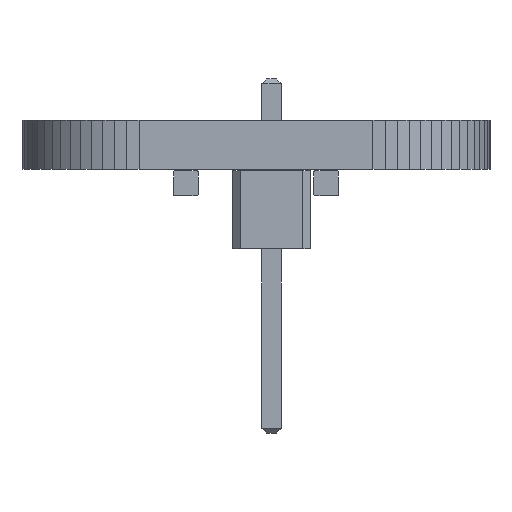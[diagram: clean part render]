
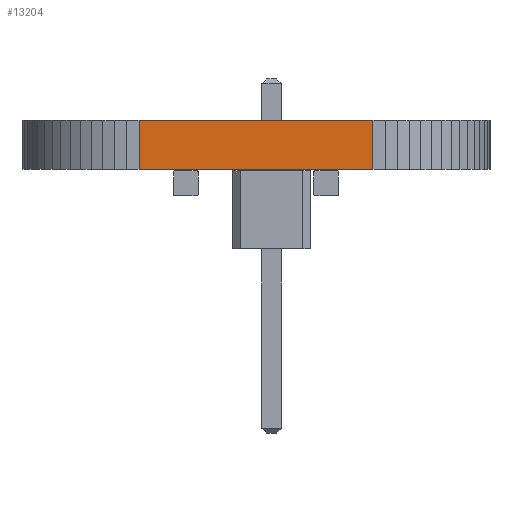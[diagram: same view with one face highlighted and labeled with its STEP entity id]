
A CAD part, left-side view. The second image highlights one B-rep face of the part: STEP entity #13204.
In plain terms, the highlighted planar face has unit normal (-1, 0, 0).
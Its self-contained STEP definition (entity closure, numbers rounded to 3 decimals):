
#6988 = PLANE('',#6989);
#6989 = AXIS2_PLACEMENT_3D('',#6990,#6991,#6992);
#6990 = CARTESIAN_POINT('',(68.326,-26.924,1.6));
#6991 = DIRECTION('',(-0.,-0.,-1.));
#6992 = DIRECTION('',(-1.,0.,0.));
#7042 = PLANE('',#7043);
#7043 = AXIS2_PLACEMENT_3D('',#7044,#7045,#7046);
#7044 = CARTESIAN_POINT('',(68.326,-26.924,0.));
#7045 = DIRECTION('',(-0.,-0.,-1.));
#7046 = DIRECTION('',(-1.,0.,0.));
#8439 = VERTEX_POINT('',#8440);
#8440 = CARTESIAN_POINT('',(36.576,-30.734,0.));
#8454 = PLANE('',#8455);
#8455 = AXIS2_PLACEMENT_3D('',#8456,#8457,#8458);
#8456 = CARTESIAN_POINT('',(36.597,-31.132,0.));
#8457 = DIRECTION('',(-0.999,-0.052,0.));
#8458 = DIRECTION('',(-0.052,0.999,0.));
#8466 = EDGE_CURVE('',#8439,#8467,#8469,.T.);
#8467 = VERTEX_POINT('',#8468);
#8468 = CARTESIAN_POINT('',(36.576,-23.114,0.));
#8469 = SURFACE_CURVE('',#8470,(#8474,#8481),.PCURVE_S1.);
#8470 = LINE('',#8471,#8472);
#8471 = CARTESIAN_POINT('',(36.576,-30.734,0.));
#8472 = VECTOR('',#8473,1.);
#8473 = DIRECTION('',(0.,1.,0.));
#8474 = PCURVE('',#7042,#8475);
#8475 = DEFINITIONAL_REPRESENTATION('',(#8476),#8480);
#8476 = LINE('',#8477,#8478);
#8477 = CARTESIAN_POINT('',(31.75,-3.81));
#8478 = VECTOR('',#8479,1.);
#8479 = DIRECTION('',(0.,1.));
#8480 = ( GEOMETRIC_REPRESENTATION_CONTEXT(2) 
PARAMETRIC_REPRESENTATION_CONTEXT() REPRESENTATION_CONTEXT('2D SPACE',''
  ) );
#8481 = PCURVE('',#8482,#8487);
#8482 = PLANE('',#8483);
#8483 = AXIS2_PLACEMENT_3D('',#8484,#8485,#8486);
#8484 = CARTESIAN_POINT('',(36.576,-30.734,0.));
#8485 = DIRECTION('',(-1.,0.,0.));
#8486 = DIRECTION('',(0.,1.,0.));
#8487 = DEFINITIONAL_REPRESENTATION('',(#8488),#8492);
#8488 = LINE('',#8489,#8490);
#8489 = CARTESIAN_POINT('',(0.,0.));
#8490 = VECTOR('',#8491,1.);
#8491 = DIRECTION('',(1.,0.));
#8492 = ( GEOMETRIC_REPRESENTATION_CONTEXT(2) 
PARAMETRIC_REPRESENTATION_CONTEXT() REPRESENTATION_CONTEXT('2D SPACE',''
  ) );
#8510 = PLANE('',#8511);
#8511 = AXIS2_PLACEMENT_3D('',#8512,#8513,#8514);
#8512 = CARTESIAN_POINT('',(36.576,-23.114,0.));
#8513 = DIRECTION('',(-0.999,0.052,0.));
#8514 = DIRECTION('',(0.052,0.999,0.));
#11046 = VERTEX_POINT('',#11047);
#11047 = CARTESIAN_POINT('',(36.576,-30.734,1.6));
#11068 = EDGE_CURVE('',#11046,#11069,#11071,.T.);
#11069 = VERTEX_POINT('',#11070);
#11070 = CARTESIAN_POINT('',(36.576,-23.114,1.6));
#11071 = SURFACE_CURVE('',#11072,(#11076,#11083),.PCURVE_S1.);
#11072 = LINE('',#11073,#11074);
#11073 = CARTESIAN_POINT('',(36.576,-30.734,1.6));
#11074 = VECTOR('',#11075,1.);
#11075 = DIRECTION('',(0.,1.,0.));
#11076 = PCURVE('',#6988,#11077);
#11077 = DEFINITIONAL_REPRESENTATION('',(#11078),#11082);
#11078 = LINE('',#11079,#11080);
#11079 = CARTESIAN_POINT('',(31.75,-3.81));
#11080 = VECTOR('',#11081,1.);
#11081 = DIRECTION('',(0.,1.));
#11082 = ( GEOMETRIC_REPRESENTATION_CONTEXT(2) 
PARAMETRIC_REPRESENTATION_CONTEXT() REPRESENTATION_CONTEXT('2D SPACE',''
  ) );
#11083 = PCURVE('',#8482,#11084);
#11084 = DEFINITIONAL_REPRESENTATION('',(#11085),#11089);
#11085 = LINE('',#11086,#11087);
#11086 = CARTESIAN_POINT('',(0.,-1.6));
#11087 = VECTOR('',#11088,1.);
#11088 = DIRECTION('',(1.,0.));
#11089 = ( GEOMETRIC_REPRESENTATION_CONTEXT(2) 
PARAMETRIC_REPRESENTATION_CONTEXT() REPRESENTATION_CONTEXT('2D SPACE',''
  ) );
#13154 = EDGE_CURVE('',#8467,#11069,#13155,.T.);
#13155 = SURFACE_CURVE('',#13156,(#13160,#13167),.PCURVE_S1.);
#13156 = LINE('',#13157,#13158);
#13157 = CARTESIAN_POINT('',(36.576,-23.114,0.));
#13158 = VECTOR('',#13159,1.);
#13159 = DIRECTION('',(0.,0.,1.));
#13160 = PCURVE('',#8510,#13161);
#13161 = DEFINITIONAL_REPRESENTATION('',(#13162),#13166);
#13162 = LINE('',#13163,#13164);
#13163 = CARTESIAN_POINT('',(0.,0.));
#13164 = VECTOR('',#13165,1.);
#13165 = DIRECTION('',(0.,-1.));
#13166 = ( GEOMETRIC_REPRESENTATION_CONTEXT(2) 
PARAMETRIC_REPRESENTATION_CONTEXT() REPRESENTATION_CONTEXT('2D SPACE',''
  ) );
#13167 = PCURVE('',#8482,#13168);
#13168 = DEFINITIONAL_REPRESENTATION('',(#13169),#13173);
#13169 = LINE('',#13170,#13171);
#13170 = CARTESIAN_POINT('',(7.62,0.));
#13171 = VECTOR('',#13172,1.);
#13172 = DIRECTION('',(0.,-1.));
#13173 = ( GEOMETRIC_REPRESENTATION_CONTEXT(2) 
PARAMETRIC_REPRESENTATION_CONTEXT() REPRESENTATION_CONTEXT('2D SPACE',''
  ) );
#13204 = ADVANCED_FACE('',(#13205),#8482,.T.);
#13205 = FACE_BOUND('',#13206,.T.);
#13206 = EDGE_LOOP('',(#13207,#13228,#13229,#13230));
#13207 = ORIENTED_EDGE('',*,*,#13208,.T.);
#13208 = EDGE_CURVE('',#8439,#11046,#13209,.T.);
#13209 = SURFACE_CURVE('',#13210,(#13214,#13221),.PCURVE_S1.);
#13210 = LINE('',#13211,#13212);
#13211 = CARTESIAN_POINT('',(36.576,-30.734,0.));
#13212 = VECTOR('',#13213,1.);
#13213 = DIRECTION('',(0.,0.,1.));
#13214 = PCURVE('',#8482,#13215);
#13215 = DEFINITIONAL_REPRESENTATION('',(#13216),#13220);
#13216 = LINE('',#13217,#13218);
#13217 = CARTESIAN_POINT('',(0.,0.));
#13218 = VECTOR('',#13219,1.);
#13219 = DIRECTION('',(0.,-1.));
#13220 = ( GEOMETRIC_REPRESENTATION_CONTEXT(2) 
PARAMETRIC_REPRESENTATION_CONTEXT() REPRESENTATION_CONTEXT('2D SPACE',''
  ) );
#13221 = PCURVE('',#8454,#13222);
#13222 = DEFINITIONAL_REPRESENTATION('',(#13223),#13227);
#13223 = LINE('',#13224,#13225);
#13224 = CARTESIAN_POINT('',(0.399,0.));
#13225 = VECTOR('',#13226,1.);
#13226 = DIRECTION('',(0.,-1.));
#13227 = ( GEOMETRIC_REPRESENTATION_CONTEXT(2) 
PARAMETRIC_REPRESENTATION_CONTEXT() REPRESENTATION_CONTEXT('2D SPACE',''
  ) );
#13228 = ORIENTED_EDGE('',*,*,#11068,.T.);
#13229 = ORIENTED_EDGE('',*,*,#13154,.F.);
#13230 = ORIENTED_EDGE('',*,*,#8466,.F.);
